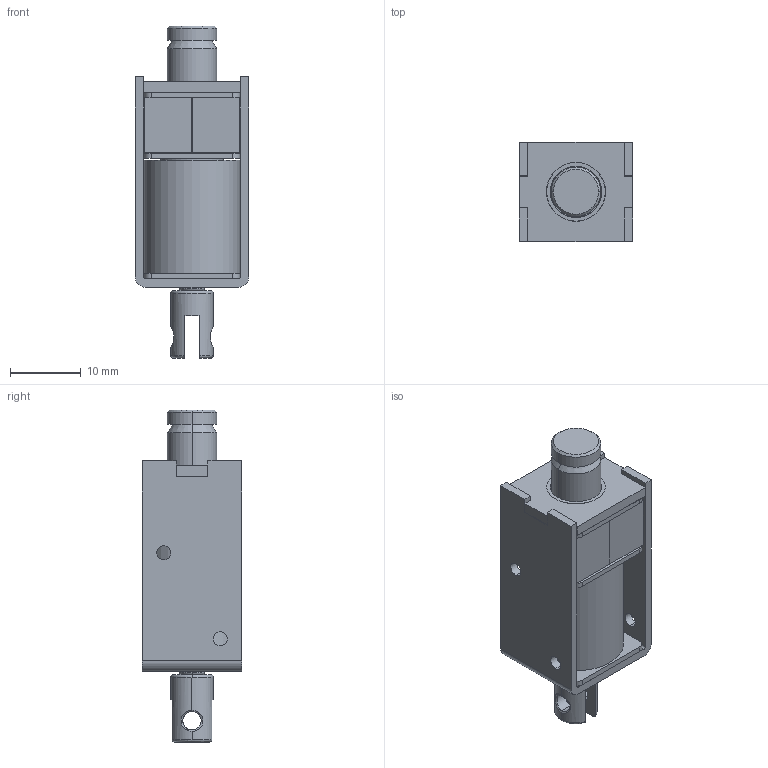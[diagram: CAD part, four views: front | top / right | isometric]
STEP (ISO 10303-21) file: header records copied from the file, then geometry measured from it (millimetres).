
FILE_DESCRIPTION (( 'STEP AP203' ), '1' );
FILE_NAME ('Solenoids-2T.STEP', '2011-05-13T03:07:00', ( 'Delta' ), ( '' ), 'SwSTEP 2.0', 'SolidWorks 2007', '' );
FILE_SCHEMA (( 'CONFIG_CONTROL_DESIGN' ));
Length unit declared in the file: millimetre
Products named in the file (11): Solenoid adapter; Solenoid Coil-T; Solenoids-2T; Solenoids-1; Solenoid bobbin; Solenoid frame; Solenoid Magnet; Solenoid plate; Solenoid stopper; Solenoid Plunger-T1; Solenoid Plunger-T2
Assembly tree (11 placements, depth 3):
  Solenoids-2T
    Solenoid Plunger-T1
    Solenoids-1
      Solenoid adapter
      Solenoid bobbin
      Solenoid stopper
      Solenoid frame
      Solenoid Magnet  x2
      Solenoid plate
    Solenoid Coil-T
    Solenoid Plunger-T2
Bounding box: 16.1 x 14.1 x 47 mm (x, y, z)
Volume: 5880.2 mm3; surface area: 8493.2 mm2
Topology: 10 solids, 10 shells, 176 faces, 420 edges, 273 vertices
Faces by surface type: plane 85, cylinder 66, torus 11, cone 10, bspline 4
Entity records: 6482 total; most frequent: CARTESIAN_POINT 1236, DIRECTION 903, ORIENTED_EDGE 798, EDGE_CURVE 399, AXIS2_PLACEMENT_3D 342, VERTEX_POINT 259, VECTOR 219, LINE 219
